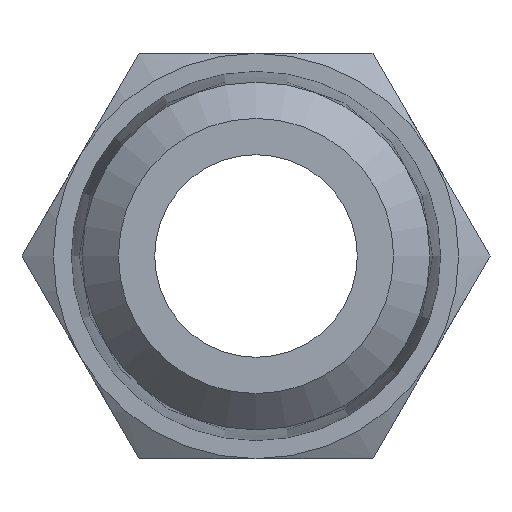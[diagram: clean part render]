
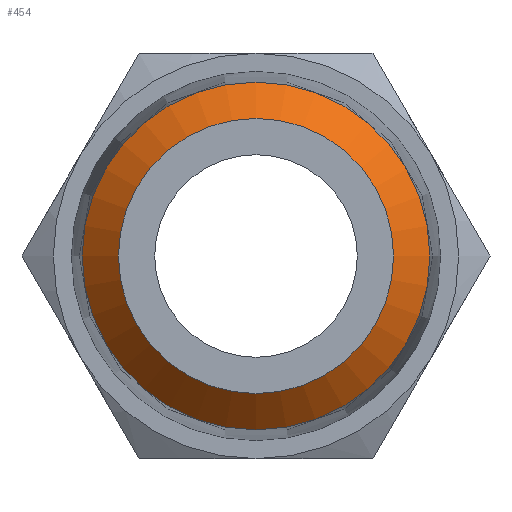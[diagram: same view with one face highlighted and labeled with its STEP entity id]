
A CAD part, front view. The second image highlights one B-rep face of the part: STEP entity #454.
In plain terms, the highlighted conical face has half-angle 45.895 degrees and reference radius 5.763 mm.
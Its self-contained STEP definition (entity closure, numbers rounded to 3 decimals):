
#57=FACE_OUTER_BOUND('',#88,.T.);
#88=EDGE_LOOP('',(#297,#298,#299,#300,#301));
#123=LINE('',#713,#138);
#138=VECTOR('',#573,5.763);
#153=CIRCLE('',#506,5.093);
#154=CIRCLE('',#507,6.433);
#155=CIRCLE('',#508,6.433);
#184=VERTEX_POINT('',#710);
#185=VERTEX_POINT('',#712);
#186=VERTEX_POINT('',#714);
#227=EDGE_CURVE('',#184,#184,#153,.T.);
#228=EDGE_CURVE('',#184,#185,#123,.T.);
#229=EDGE_CURVE('',#185,#186,#154,.T.);
#230=EDGE_CURVE('',#186,#185,#155,.T.);
#297=ORIENTED_EDGE('',*,*,#227,.T.);
#298=ORIENTED_EDGE('',*,*,#228,.T.);
#299=ORIENTED_EDGE('',*,*,#229,.T.);
#300=ORIENTED_EDGE('',*,*,#230,.T.);
#301=ORIENTED_EDGE('',*,*,#228,.F.);
#437=CONICAL_SURFACE('',#505,5.763,0.801);
#454=ADVANCED_FACE('',(#57),#437,.T.);
#505=AXIS2_PLACEMENT_3D('',#709,#569,#570);
#506=AXIS2_PLACEMENT_3D('',#711,#571,#572);
#507=AXIS2_PLACEMENT_3D('',#715,#574,#575);
#508=AXIS2_PLACEMENT_3D('',#716,#576,#577);
#569=DIRECTION('center_axis',(0.,1.,0.));
#570=DIRECTION('ref_axis',(-1.,0.,0.));
#571=DIRECTION('center_axis',(0.,1.,0.));
#572=DIRECTION('ref_axis',(-1.,0.,0.));
#573=DIRECTION('',(0.718,0.696,0.));
#574=DIRECTION('center_axis',(0.,-1.,0.));
#575=DIRECTION('ref_axis',(-1.,0.,0.));
#576=DIRECTION('center_axis',(0.,-1.,0.));
#577=DIRECTION('ref_axis',(-1.,0.,0.));
#709=CARTESIAN_POINT('Origin',(0.,0.65,0.));
#710=CARTESIAN_POINT('',(5.093,0.,0.));
#711=CARTESIAN_POINT('Origin',(0.,0.,0.));
#712=CARTESIAN_POINT('',(6.433,1.299,0.));
#713=CARTESIAN_POINT('',(5.763,0.65,0.));
#714=CARTESIAN_POINT('',(-6.433,1.299,0.));
#715=CARTESIAN_POINT('Origin',(0.,1.299,0.));
#716=CARTESIAN_POINT('Origin',(0.,1.299,0.));
